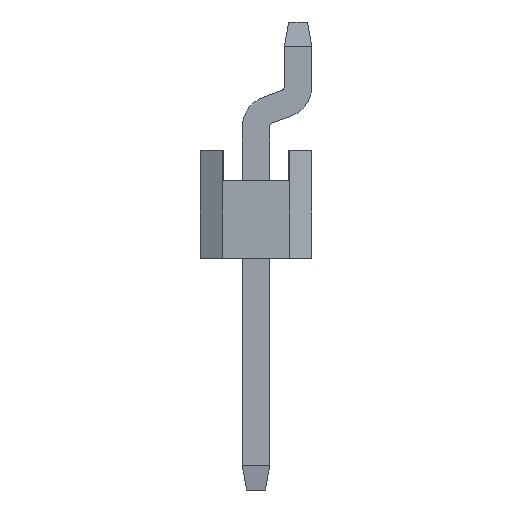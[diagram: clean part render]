
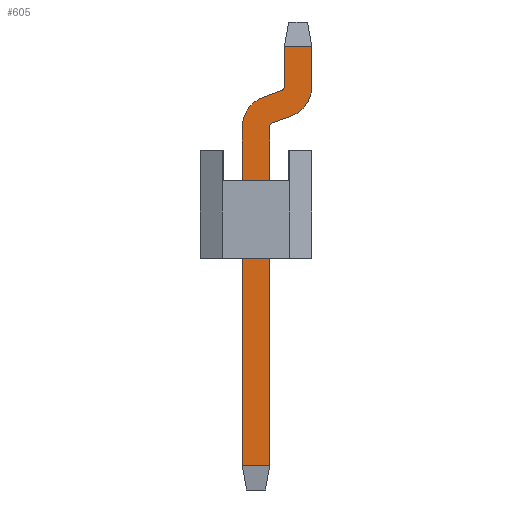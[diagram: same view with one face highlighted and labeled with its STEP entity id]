
A CAD part, left-side view. The second image highlights one B-rep face of the part: STEP entity #605.
In plain terms, the highlighted planar face has unit normal (-1, 0, 0).
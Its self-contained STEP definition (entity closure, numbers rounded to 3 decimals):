
#50 = CARTESIAN_POINT ( 'NONE',  ( -6.67, 0., -0.75 ) ) ;
#71 = CARTESIAN_POINT ( 'NONE',  ( -6.67, 0.98, -9.583 ) ) ;
#80 = CARTESIAN_POINT ( 'NONE',  ( -6.67, 0.74, -0.75 ) ) ;
#107 = EDGE_CURVE ( 'NONE', #142, #2556, #1574, .T. ) ;
#118 = CIRCLE ( 'NONE', #1297, 0.74 ) ;
#122 = VERTEX_POINT ( 'NONE', #1673 ) ;
#142 = VERTEX_POINT ( 'NONE', #263 ) ;
#148 = DIRECTION ( 'NONE',  ( -1., 0., 0. ) ) ;
#160 = VERTEX_POINT ( 'NONE', #71 ) ;
#163 = EDGE_CURVE ( 'NONE', #122, #160, #995, .T. ) ;
#167 = CARTESIAN_POINT ( 'NONE',  ( -6.67, 0.64, 0.183 ) ) ;
#194 = DIRECTION ( 'NONE',  ( 0., 0., 1. ) ) ;
#216 = CARTESIAN_POINT ( 'NONE',  ( -6.67, 0.914, -1.601 ) ) ;
#263 = CARTESIAN_POINT ( 'NONE',  ( -6.67, 0., 0.183 ) ) ;
#274 = ORIENTED_EDGE ( 'NONE', *, *, #2075, .F. ) ;
#336 = VECTOR ( 'NONE', #2699, 1000. ) ;
#378 = LINE ( 'NONE', #2734, #1102 ) ;
#473 = VERTEX_POINT ( 'NONE', #2395 ) ;
#506 = CARTESIAN_POINT ( 'NONE',  ( -6.67, 0.487, -1.445 ) ) ;
#536 = CARTESIAN_POINT ( 'NONE',  ( -6.67, 0.74, -0.75 ) ) ;
#543 = EDGE_CURVE ( 'NONE', #1906, #122, #2568, .T. ) ;
#553 = ORIENTED_EDGE ( 'NONE', *, *, #2591, .F. ) ;
#557 = DIRECTION ( 'NONE',  ( 0., 0., -1. ) ) ;
#562 = CARTESIAN_POINT ( 'NONE',  ( -6.67, 0.487, -1.445 ) ) ;
#604 = DIRECTION ( 'NONE',  ( 0., 0., 1. ) ) ;
#605 = ADVANCED_FACE ( 'NONE', ( #2167 ), #1291, .F. ) ;
#626 = DIRECTION ( 'NONE',  ( 0., 0., 1. ) ) ;
#627 = LINE ( 'NONE', #1765, #336 ) ;
#644 = ORIENTED_EDGE ( 'NONE', *, *, #1105, .F. ) ;
#647 = VERTEX_POINT ( 'NONE', #167 ) ;
#737 = ORIENTED_EDGE ( 'NONE', *, *, #1407, .F. ) ;
#755 = VECTOR ( 'NONE', #1152, 1000. ) ;
#854 = VECTOR ( 'NONE', #1197, 1000. ) ;
#878 = VECTOR ( 'NONE', #979, 1000. ) ;
#905 = VERTEX_POINT ( 'NONE', #2125 ) ;
#930 = VERTEX_POINT ( 'NONE', #1093 ) ;
#960 = DIRECTION ( 'NONE',  ( 0., 0., -1. ) ) ;
#979 = DIRECTION ( 'NONE',  ( 0., 0., -1. ) ) ;
#995 = LINE ( 'NONE', #1936, #2901 ) ;
#1021 = CARTESIAN_POINT ( 'NONE',  ( -6.67, 0.74, 0.183 ) ) ;
#1040 = LINE ( 'NONE', #1021, #1548 ) ;
#1048 = ORIENTED_EDGE ( 'NONE', *, *, #2451, .F. ) ;
#1067 = CARTESIAN_POINT ( 'NONE',  ( -6.67, 1.133, -0.999 ) ) ;
#1093 = CARTESIAN_POINT ( 'NONE',  ( -6.67, 1.62, -9.583 ) ) ;
#1102 = VECTOR ( 'NONE', #194, 1000. ) ;
#1105 = EDGE_CURVE ( 'NONE', #2703, #647, #1403, .T. ) ;
#1152 = DIRECTION ( 'NONE',  ( 0., 0., 1. ) ) ;
#1169 = CARTESIAN_POINT ( 'NONE',  ( -6.67, 0.64, 0.75 ) ) ;
#1183 = CARTESIAN_POINT ( 'NONE',  ( -6.67, 0., 0.75 ) ) ;
#1191 = VECTOR ( 'NONE', #2489, 1000. ) ;
#1197 = DIRECTION ( 'NONE',  ( 0., 0.94, -0.342 ) ) ;
#1222 = CIRCLE ( 'NONE', #2388, 0.1 ) ;
#1248 = ORIENTED_EDGE ( 'NONE', *, *, #1750, .F. ) ;
#1291 = PLANE ( 'NONE',  #1584 ) ;
#1297 = AXIS2_PLACEMENT_3D ( 'NONE', #536, #1486, #960 ) ;
#1403 = LINE ( 'NONE', #1169, #755 ) ;
#1407 = EDGE_CURVE ( 'NONE', #2556, #2199, #118, .T. ) ;
#1415 = ORIENTED_EDGE ( 'NONE', *, *, #107, .F. ) ;
#1466 = EDGE_CURVE ( 'NONE', #930, #160, #2019, .T. ) ;
#1486 = DIRECTION ( 'NONE',  ( 1., 0., 0. ) ) ;
#1489 = DIRECTION ( 'NONE',  ( 0., 0., -1. ) ) ;
#1539 = EDGE_CURVE ( 'NONE', #1983, #905, #627, .T. ) ;
#1548 = VECTOR ( 'NONE', #2697, 1000. ) ;
#1574 = LINE ( 'NONE', #1183, #878 ) ;
#1584 = AXIS2_PLACEMENT_3D ( 'NONE', #80, #2219, #2428 ) ;
#1588 = ORIENTED_EDGE ( 'NONE', *, *, #543, .F. ) ;
#1673 = CARTESIAN_POINT ( 'NONE',  ( -6.67, 0.98, -1.695 ) ) ;
#1750 = EDGE_CURVE ( 'NONE', #905, #2703, #1222, .T. ) ;
#1765 = CARTESIAN_POINT ( 'NONE',  ( -6.67, 0.706, -0.844 ) ) ;
#1906 = VERTEX_POINT ( 'NONE', #216 ) ;
#1936 = CARTESIAN_POINT ( 'NONE',  ( -6.67, 0.98, -1.695 ) ) ;
#1983 = VERTEX_POINT ( 'NONE', #1067 ) ;
#1992 = CARTESIAN_POINT ( 'NONE',  ( -6.67, 0.74, -9.583 ) ) ;
#1997 = ORIENTED_EDGE ( 'NONE', *, *, #2694, .T. ) ;
#2019 = LINE ( 'NONE', #1992, #1191 ) ;
#2042 = ORIENTED_EDGE ( 'NONE', *, *, #1466, .T. ) ;
#2052 = EDGE_LOOP ( 'NONE', ( #553, #2042, #2267, #1588, #274, #737, #1415, #1997, #644, #1248, #2346, #1048 ) ) ;
#2070 = CIRCLE ( 'NONE', #2758, 0.74 ) ;
#2075 = EDGE_CURVE ( 'NONE', #2199, #1906, #2094, .T. ) ;
#2094 = LINE ( 'NONE', #506, #854 ) ;
#2125 = CARTESIAN_POINT ( 'NONE',  ( -6.67, 0.706, -0.844 ) ) ;
#2167 = FACE_OUTER_BOUND ( 'NONE', #2052, .T. ) ;
#2184 = DIRECTION ( 'NONE',  ( -1., 0., 0. ) ) ;
#2199 = VERTEX_POINT ( 'NONE', #562 ) ;
#2219 = DIRECTION ( 'NONE',  ( 1., 0., 0. ) ) ;
#2267 = ORIENTED_EDGE ( 'NONE', *, *, #163, .F. ) ;
#2346 = ORIENTED_EDGE ( 'NONE', *, *, #1539, .F. ) ;
#2388 = AXIS2_PLACEMENT_3D ( 'NONE', #2955, #148, #557 ) ;
#2395 = CARTESIAN_POINT ( 'NONE',  ( -6.67, 1.62, -1.695 ) ) ;
#2428 = DIRECTION ( 'NONE',  ( 0., 0., -1. ) ) ;
#2451 = EDGE_CURVE ( 'NONE', #473, #1983, #2070, .T. ) ;
#2453 = CARTESIAN_POINT ( 'NONE',  ( -6.67, 0.88, -1.695 ) ) ;
#2489 = DIRECTION ( 'NONE',  ( 0., -1., 0. ) ) ;
#2516 = AXIS2_PLACEMENT_3D ( 'NONE', #2453, #2184, #604 ) ;
#2556 = VERTEX_POINT ( 'NONE', #50 ) ;
#2568 = CIRCLE ( 'NONE', #2516, 0.1 ) ;
#2591 = EDGE_CURVE ( 'NONE', #930, #473, #378, .T. ) ;
#2694 = EDGE_CURVE ( 'NONE', #142, #647, #1040, .T. ) ;
#2697 = DIRECTION ( 'NONE',  ( 0., 1., 0. ) ) ;
#2699 = DIRECTION ( 'NONE',  ( 0., -0.94, 0.342 ) ) ;
#2703 = VERTEX_POINT ( 'NONE', #2930 ) ;
#2721 = CARTESIAN_POINT ( 'NONE',  ( -6.67, 0.88, -1.695 ) ) ;
#2734 = CARTESIAN_POINT ( 'NONE',  ( -6.67, 1.62, -1.695 ) ) ;
#2758 = AXIS2_PLACEMENT_3D ( 'NONE', #2721, #2987, #626 ) ;
#2901 = VECTOR ( 'NONE', #1489, 1000. ) ;
#2930 = CARTESIAN_POINT ( 'NONE',  ( -6.67, 0.64, -0.75 ) ) ;
#2955 = CARTESIAN_POINT ( 'NONE',  ( -6.67, 0.74, -0.75 ) ) ;
#2987 = DIRECTION ( 'NONE',  ( 1., 0., 0. ) ) ;
